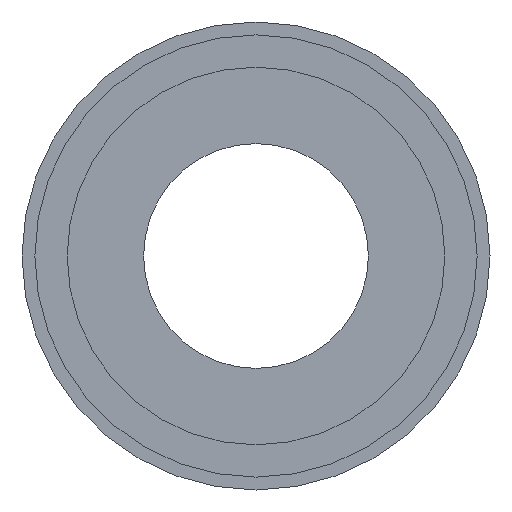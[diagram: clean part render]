
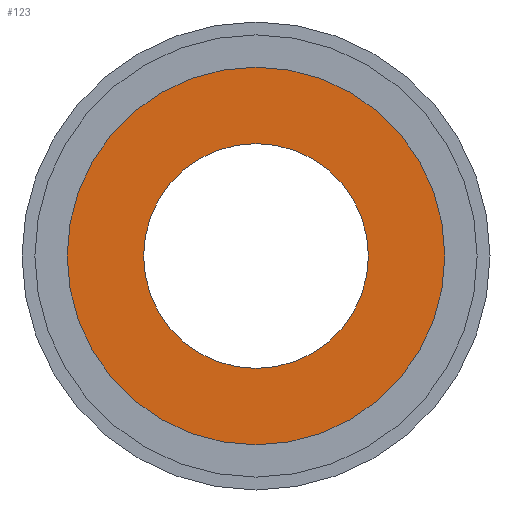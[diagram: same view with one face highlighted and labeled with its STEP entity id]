
A CAD part, front view. The second image highlights one B-rep face of the part: STEP entity #123.
In plain terms, the highlighted planar face has unit normal (0, -1, 0).
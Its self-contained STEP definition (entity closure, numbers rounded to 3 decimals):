
#8 = VERTEX_POINT ( 'NONE', #311 ) ;
#9 = AXIS2_PLACEMENT_3D ( 'NONE', #125, #404, #77 ) ;
#16 = DIRECTION ( 'NONE',  ( 0., 0., 1. ) ) ;
#36 = AXIS2_PLACEMENT_3D ( 'NONE', #64, #350, #16 ) ;
#38 = FACE_BOUND ( 'NONE', #572, .T. ) ;
#44 = EDGE_LOOP ( 'NONE', ( #361, #296 ) ) ;
#64 = CARTESIAN_POINT ( 'NONE',  ( 0., 5., 0. ) ) ;
#77 = DIRECTION ( 'NONE',  ( 0., 0., 1. ) ) ;
#85 = EDGE_CURVE ( 'NONE', #509, #8, #393, .T. ) ;
#87 = CIRCLE ( 'NONE', #36, 12.2 ) ;
#108 = DIRECTION ( 'NONE',  ( 0., 0., 1. ) ) ;
#123 = ADVANCED_FACE ( 'NONE', ( #162, #38 ), #302, .F. ) ;
#125 = CARTESIAN_POINT ( 'NONE',  ( 0., 5., 0. ) ) ;
#127 = VERTEX_POINT ( 'NONE', #482 ) ;
#155 = DIRECTION ( 'NONE',  ( 0., 1., 0. ) ) ;
#157 = CARTESIAN_POINT ( 'NONE',  ( 0., 5., 0. ) ) ;
#161 = DIRECTION ( 'NONE',  ( 0., 0., 1. ) ) ;
#162 = FACE_OUTER_BOUND ( 'NONE', #44, .T. ) ;
#206 = ORIENTED_EDGE ( 'NONE', *, *, #529, .T. ) ;
#208 = CARTESIAN_POINT ( 'NONE',  ( 0., 5., 0. ) ) ;
#294 = AXIS2_PLACEMENT_3D ( 'NONE', #298, #155, #430 ) ;
#296 = ORIENTED_EDGE ( 'NONE', *, *, #395, .F. ) ;
#298 = CARTESIAN_POINT ( 'NONE',  ( 21.1, 5., 0. ) ) ;
#302 = PLANE ( 'NONE',  #294 ) ;
#311 = CARTESIAN_POINT ( 'NONE',  ( 0., 5., -21.1 ) ) ;
#350 = DIRECTION ( 'NONE',  ( 0., 1., 0. ) ) ;
#361 = ORIENTED_EDGE ( 'NONE', *, *, #85, .F. ) ;
#393 = CIRCLE ( 'NONE', #624, 21.1 ) ;
#395 = EDGE_CURVE ( 'NONE', #8, #509, #468, .T. ) ;
#404 = DIRECTION ( 'NONE',  ( 0., 1., 0. ) ) ;
#407 = CARTESIAN_POINT ( 'NONE',  ( 0., 5., -12.2 ) ) ;
#430 = DIRECTION ( 'NONE',  ( 0., 0., 1. ) ) ;
#433 = DIRECTION ( 'NONE',  ( 0., 1., 0. ) ) ;
#439 = CIRCLE ( 'NONE', #562, 12.2 ) ;
#468 = CIRCLE ( 'NONE', #9, 21.1 ) ;
#482 = CARTESIAN_POINT ( 'NONE',  ( 0., 5., 12.2 ) ) ;
#486 = DIRECTION ( 'NONE',  ( 0., 1., 0. ) ) ;
#506 = EDGE_CURVE ( 'NONE', #127, #579, #87, .T. ) ;
#509 = VERTEX_POINT ( 'NONE', #591 ) ;
#529 = EDGE_CURVE ( 'NONE', #579, #127, #439, .T. ) ;
#562 = AXIS2_PLACEMENT_3D ( 'NONE', #208, #486, #161 ) ;
#572 = EDGE_LOOP ( 'NONE', ( #587, #206 ) ) ;
#579 = VERTEX_POINT ( 'NONE', #407 ) ;
#587 = ORIENTED_EDGE ( 'NONE', *, *, #506, .T. ) ;
#591 = CARTESIAN_POINT ( 'NONE',  ( 0., 5., 21.1 ) ) ;
#624 = AXIS2_PLACEMENT_3D ( 'NONE', #157, #433, #108 ) ;
